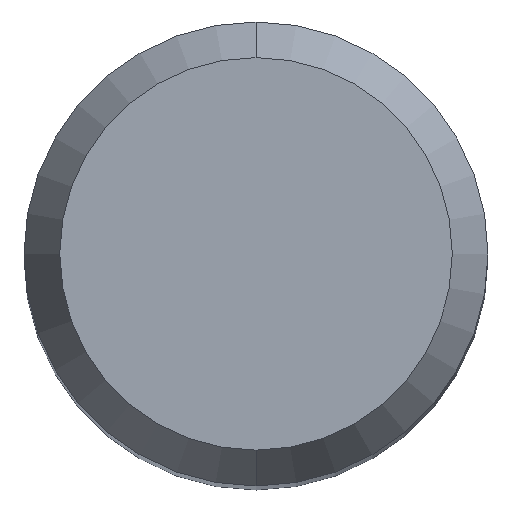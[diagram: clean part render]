
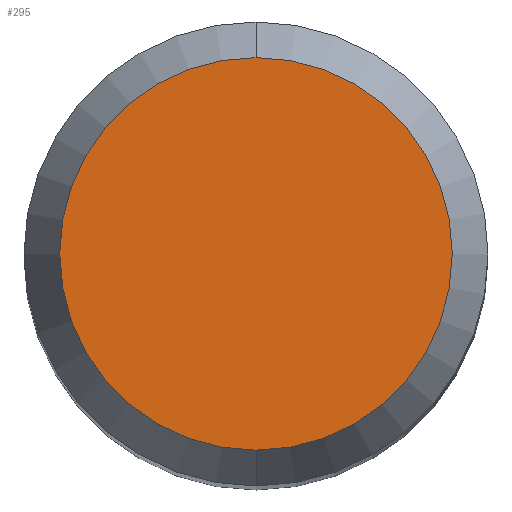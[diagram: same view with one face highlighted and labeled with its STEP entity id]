
A CAD part, top view. The second image highlights one B-rep face of the part: STEP entity #295.
In plain terms, the highlighted planar face has unit normal (0, 0, 1).
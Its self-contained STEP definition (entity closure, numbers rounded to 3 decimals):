
#235=EDGE_CURVE('',#261,#303,#516,.T.);
#261=VERTEX_POINT('',#545);
#295=ADVANCED_FACE('',(#580),#581,.T.);
#303=VERTEX_POINT('',#589);
#413=EDGE_CURVE('',#303,#261,#713,.T.);
#516=CIRCLE('',#941,2.538);
#545=CARTESIAN_POINT('',(0.,-2.538,29.499));
#580=FACE_OUTER_BOUND('',#1122,.T.);
#581=PLANE('',#1123);
#589=CARTESIAN_POINT('',(0.0,2.538,29.499));
#713=CIRCLE('',#1334,2.538);
#941=AXIS2_PLACEMENT_3D('',#1432,#1433,#1434);
#1122=EDGE_LOOP('',(#1491,#1492));
#1123=AXIS2_PLACEMENT_3D('',#1493,#1494,#1495);
#1334=AXIS2_PLACEMENT_3D('',#1641,#1642,#1643);
#1432=CARTESIAN_POINT('',(0.0,0.0,29.499));
#1433=DIRECTION('',(0.0,0.0,-1.0));
#1434=DIRECTION('',(0.0,1.0,0.0));
#1491=ORIENTED_EDGE('',*,*,#413,.F.);
#1492=ORIENTED_EDGE('',*,*,#235,.F.);
#1493=CARTESIAN_POINT('',(0.0,1.269,29.499));
#1494=DIRECTION('',(-0.0,0.0,1.0));
#1495=DIRECTION('',(0.0,-1.0,0.0));
#1641=CARTESIAN_POINT('',(0.0,0.0,29.499));
#1642=DIRECTION('',(0.0,0.0,-1.0));
#1643=DIRECTION('',(0.0,1.0,0.0));
